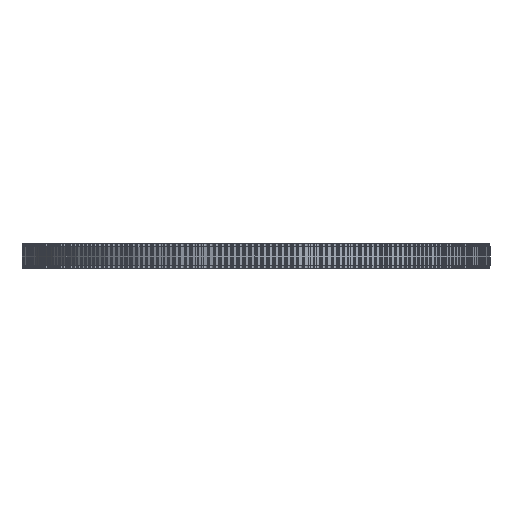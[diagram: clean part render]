
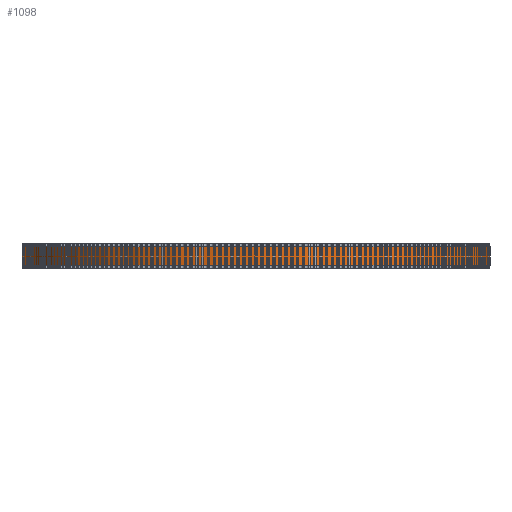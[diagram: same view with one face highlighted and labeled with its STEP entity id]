
A CAD part, front view. The second image highlights one B-rep face of the part: STEP entity #1098.
In plain terms, the highlighted cylindrical face has radius 77.668 mm (diameter 155.335 mm), a full revolution.
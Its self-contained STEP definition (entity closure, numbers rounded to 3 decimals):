
#97=FACE_BOUND('',#4032,.T.);
#98=FACE_BOUND('',#4033,.T.);
#1098=ADVANCED_FACE('',(#97,#98),#2075,.T.);
#2075=CYLINDRICAL_SURFACE('',#21615,77.668);
#4032=EDGE_LOOP('',(#11842));
#4033=EDGE_LOOP('',(#11843));
#11842=ORIENTED_EDGE('',*,*,#16726,.T.);
#11843=ORIENTED_EDGE('',*,*,#16727,.T.);
#13796=VERTEX_POINT('',#34320);
#13797=VERTEX_POINT('',#34322);
#16726=EDGE_CURVE('',#13796,#13796,#18680,.T.);
#16727=EDGE_CURVE('',#13797,#13797,#18681,.T.);
#18680=CIRCLE('',#21613,77.668);
#18681=CIRCLE('',#21614,77.668);
#21613=AXIS2_PLACEMENT_3D('',#34319,#28454,#28455);
#21614=AXIS2_PLACEMENT_3D('',#34321,#28456,#28457);
#21615=AXIS2_PLACEMENT_3D('',#34323,#28458,#28459);
#28454=DIRECTION('',(0.,0.,1.));
#28455=DIRECTION('',(1.,0.,0.));
#28456=DIRECTION('',(0.,0.,-1.));
#28457=DIRECTION('',(1.,0.,0.));
#28458=DIRECTION('',(0.,0.,1.));
#28459=DIRECTION('',(1.,0.,0.));
#34319=CARTESIAN_POINT('',(0.,0.,1.));
#34320=CARTESIAN_POINT('',(77.668,0.,1.));
#34321=CARTESIAN_POINT('',(0.,0.,7.));
#34322=CARTESIAN_POINT('',(77.668,0.,7.));
#34323=CARTESIAN_POINT('',(0.,0.,1.));
